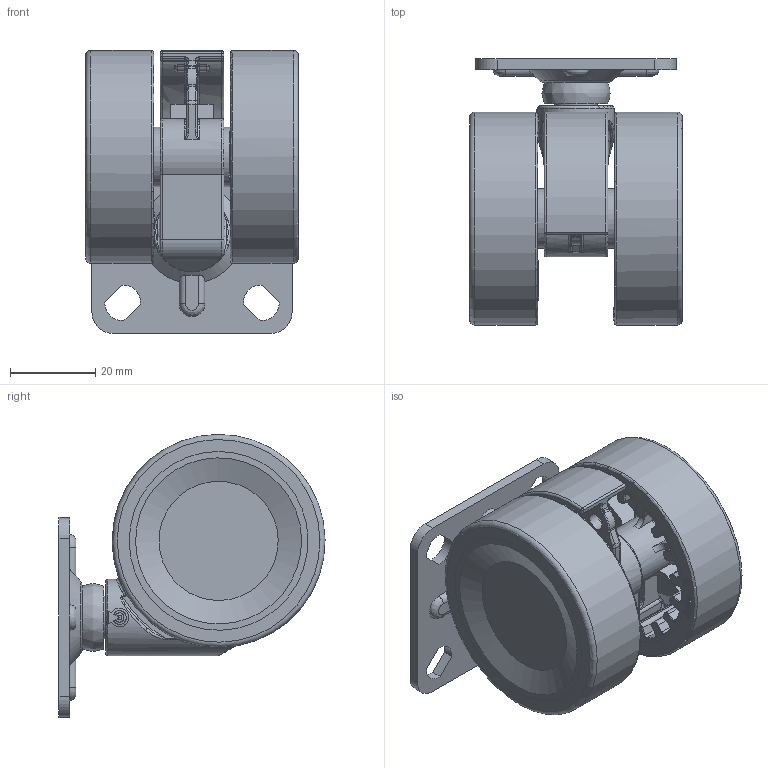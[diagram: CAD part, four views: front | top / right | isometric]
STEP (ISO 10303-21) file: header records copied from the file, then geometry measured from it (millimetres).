
FILE_DESCRIPTION(/* description */ (''),/* implementation_level */ '2;1');
FILE_NAME(/* name */ 'KM-CIRCO-50MM-BH-19.stp',/* time_stamp */ '2023-08-09T10:49:17+02:00',/* author */ ('BartlomiejH'),/* organization */ (''),/* preprocessor_version */ 'ST-DEVELOPER v19.2',/* originating_system */ 'Autodesk Inventor 2023',/* authorisation */ '');
FILE_SCHEMA (('AUTOMOTIVE_DESIGN { 1 0 10303 214 3 1 1 }'));
Length unit declared in the file: millimetre
Products named in the file (9): KM-CIRCO-50MM-BH-19; KM-CIRCO-50MM-BH-19_FROGC50_ASM_3_ASM; KM-CIRCO-50MM-BH-19_FROGC50-ZHIJIA01_2; KM-CIRCO-50MM-BH-19_BALI65-LUNZHOU_1; KM-CIRCO-50MM-BH-19_FROG50-JIAOLUN_ASM_1_ASM; KM-CIRCO-50MM-BH-19_FROG50-NEIFU_4; KM-CIRCO-50MM-BH-19_FROG50-BAOBIAN_2; KM-CIRCO-50MM-BH-19_EVA75-10X27PDD; KM-CIRCO-50MM-BH-19_EVA60-FK
Assembly tree (9 placements, depth 4):
  KM-CIRCO-50MM-BH-19
    KM-CIRCO-50MM-BH-19_FROGC50_ASM_3_ASM
      KM-CIRCO-50MM-BH-19_FROGC50-ZHIJIA01_2
      KM-CIRCO-50MM-BH-19_BALI65-LUNZHOU_1
      KM-CIRCO-50MM-BH-19_FROG50-JIAOLUN_ASM_1_ASM  x2
        KM-CIRCO-50MM-BH-19_FROG50-NEIFU_4
        KM-CIRCO-50MM-BH-19_FROG50-BAOBIAN_2
    KM-CIRCO-50MM-BH-19_EVA75-10X27PDD
    KM-CIRCO-50MM-BH-19_EVA60-FK
Bounding box: 50 x 62.5 x 66.5 mm (x, y, z)
Volume: 57823.1 mm3; surface area: 50947.8 mm2
Topology: 8 solids, 8 shells, 2167 faces, 5367 edges, 3274 vertices
Faces by surface type: plane 710, cylinder 646, torus 366, bspline 333, cone 94, sphere 18
Full cylindrical faces by diameter (mm): 4 x1, 6.2 x2, 7.9 x3, 8 x4, 8.2 x1, 10 x4, 12 x2, 14 x2, 16 x2, 18 x1, 42 x8, 46 x4, 50 x2
Entity records: 65551 total; most frequent: CARTESIAN_POINT 32363, ORIENTED_EDGE 7046, DIRECTION 6821, EDGE_CURVE 3523, AXIS2_PLACEMENT_3D 2723, VERTEX_POINT 2170, EDGE_LOOP 1481, CIRCLE 1446
